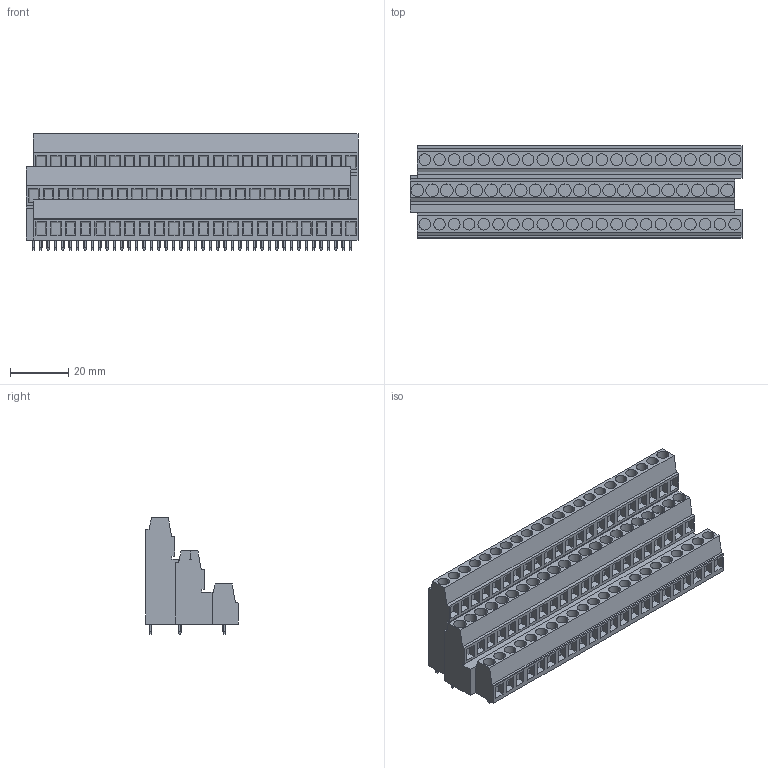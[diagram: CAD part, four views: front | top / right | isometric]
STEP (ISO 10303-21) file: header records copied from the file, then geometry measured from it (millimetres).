
FILE_DESCRIPTION(('CATIA V5 STEP','CAx-IF Rec.Pracs.--- Model Styling and Organization---1.2---2011-12-15'),'2;1');
FILE_NAME ('D1455765_0_1769820000_1769820000.stp','2018-09-08T03:56:51+00:00',('none'),('Weidmueller'),'CATIA Version 5-6 Release 2014','CATIA V5 STEP AP214','none');
FILE_SCHEMA(('AUTOMOTIVE_DESIGN { 1 0 10303 214 1 1 1 1 }'));
Length unit declared in the file: millimetre
Products named in the file (1): 1769820000
Bounding box: 114.3 x 31.8 x 40.1 mm (x, y, z)
Volume: 77110.9 mm3; surface area: 23581.1 mm2
Topology: 67 solids, 67 shells, 1489 faces, 3669 edges, 2446 vertices
Faces by surface type: plane 1356, cylinder 133
Entity records: 38513 total; most frequent: CARTESIAN_POINT 7344, ORIENTED_EDGE 7338, DIRECTION 4541, EDGE_CURVE 3669, VECTOR 2875, LINE 2875, VERTEX_POINT 2446, EDGE_LOOP 1621
